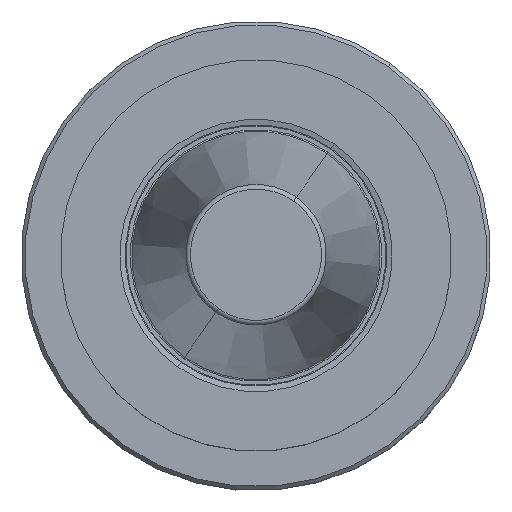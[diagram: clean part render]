
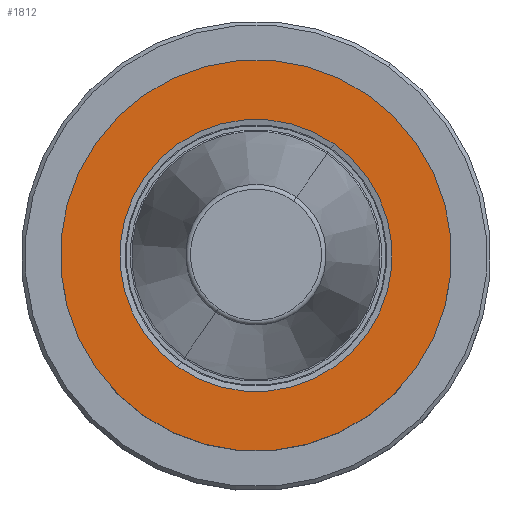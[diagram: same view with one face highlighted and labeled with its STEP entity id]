
A CAD part, top view. The second image highlights one B-rep face of the part: STEP entity #1812.
In plain terms, the highlighted planar face has unit normal (0, 0, 1).
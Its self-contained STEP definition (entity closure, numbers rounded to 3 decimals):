
#703=CARTESIAN_POINT('',(0.,0.,-3.2));
#704=DIRECTION('',(0.,0.,1.));
#705=DIRECTION('',(0.574,0.819,0.));
#706=AXIS2_PLACEMENT_3D('',#703,#704,#705);
#711=CARTESIAN_POINT('',(0.,0.,-3.2));
#712=DIRECTION('',(0.,0.,-1.));
#713=DIRECTION('',(0.574,0.819,0.));
#714=AXIS2_PLACEMENT_3D('',#711,#712,#713);
#719=CARTESIAN_POINT('',(0.,0.,-3.2));
#720=DIRECTION('',(0.,0.,-1.));
#721=DIRECTION('',(0.574,0.819,0.));
#722=AXIS2_PLACEMENT_3D('',#719,#720,#721);
#741=CARTESIAN_POINT('',(0.,0.,-3.2));
#742=DIRECTION('',(0.,0.,1.));
#743=DIRECTION('',(0.574,0.819,0.));
#744=AXIS2_PLACEMENT_3D('',#741,#742,#743);
#1077=CARTESIAN_POINT('',(14.339,20.479,-3.2));
#1078=VERTEX_POINT('',#1077);
#1079=CARTESIAN_POINT('',(9.978,14.25,-3.2));
#1081=VERTEX_POINT('',#1079);
#1149=CARTESIAN_POINT('',(-14.339,-20.479,-3.2));
#1150=VERTEX_POINT('',#1149);
#1151=CARTESIAN_POINT('',(-9.978,-14.25,-3.2));
#1153=VERTEX_POINT('',#1151);
#1797=CARTESIAN_POINT('',(0.,0.,-3.2));
#1798=DIRECTION('',(0.,0.,-1.));
#1799=DIRECTION('',(-0.574,-0.819,0.));
#1800=AXIS2_PLACEMENT_3D('',#1797,#1798,#1799);
#1801=PLANE('',#1800);
#1802=ORIENTED_EDGE('',*,*,#1776,.F.);
#1803=ORIENTED_EDGE('',*,*,#1792,.T.);
#1804=EDGE_LOOP('',(#1802,#1803));
#1805=FACE_OUTER_BOUND('',#1804,.F.);
#1807=ORIENTED_EDGE('',*,*,#1806,.F.);
#1809=ORIENTED_EDGE('',*,*,#1808,.T.);
#1810=EDGE_LOOP('',(#1807,#1809));
#1811=FACE_BOUND('',#1810,.F.);
#707=CIRCLE('',#706,25.);
#715=CIRCLE('',#714,25.);
#723=CIRCLE('',#722,17.396);
#745=CIRCLE('',#744,17.396);
#1776=EDGE_CURVE('',#1078,#1150,#707,.T.);
#1792=EDGE_CURVE('',#1078,#1150,#715,.T.);
#1806=EDGE_CURVE('',#1081,#1153,#723,.T.);
#1808=EDGE_CURVE('',#1081,#1153,#745,.T.);
#1812=ADVANCED_FACE('',(#1805,#1811),#1801,.F.);
